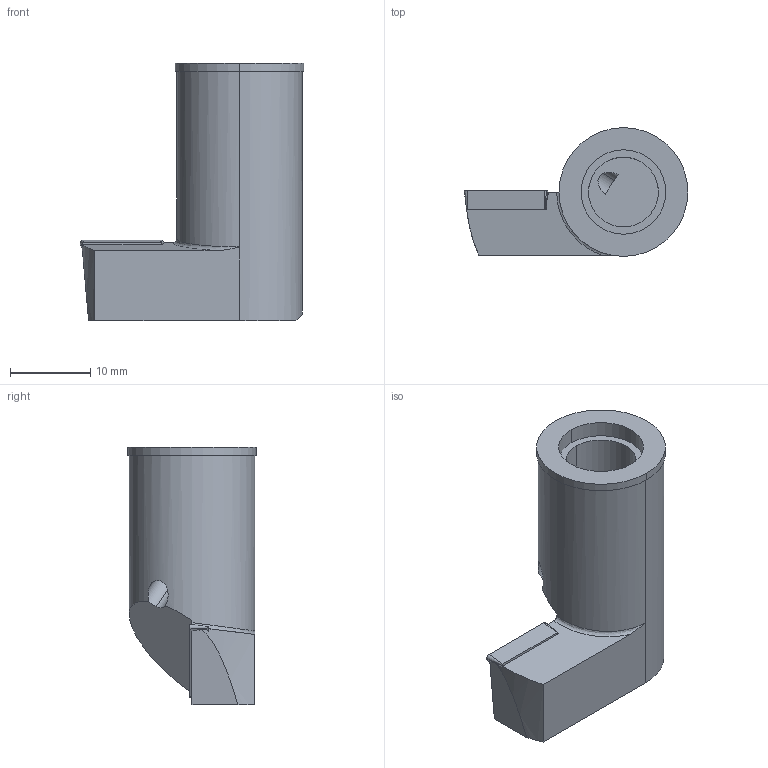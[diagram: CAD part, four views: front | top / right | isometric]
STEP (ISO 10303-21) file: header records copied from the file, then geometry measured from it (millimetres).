
FILE_DESCRIPTION(('no description'),'unknown implementation level');
FILE_NAME('13EDD2BB-CEF1-412C-9B1D-D0A1FEF118F4_export.stp',' ',('CIMSOURCE GmbH'),('CADClick - KiM GmbH - www.kimweb.de'),'unknown preprocess','ACIS','unknown authorization');
FILE_SCHEMA(('automotive_design'));
Length unit declared in the file: millimetre
Products named in the file (3): 615.409 Kaiser WPH E40 TC11R|694.122 Kaiser ETL M2.5x6.5 T7 IP 10S_309.301;Kreismuster1; 615.409 Kaiser WPH E40 TC11R|655.383 Kaiser TCGT 110204 K10C;Kombinieren1; 615.409 Kaiser WPH E40 TC11R|615.409 Kaiser WPH E40 TC11R;Fillet1
Bounding box: 27.8 x 16 x 32 mm (x, y, z)
Volume: 5389.3 mm3; surface area: 2974.6 mm2
Topology: 3 solids, 3 shells, 85 faces, 209 edges, 133 vertices
Faces by surface type: cylinder 35, plane 28, cone 17, torus 4, bspline 1
Entity records: 6429 total; most frequent: CARTESIAN_POINT 1855, DIRECTION 490, STYLED_ITEM 430, PRESENTATION_STYLE_ASSIGNMENT 430, COLOUR_RGB 430, ORIENTED_EDGE 418, EDGE_CURVE 209, CURVE_STYLE 209
